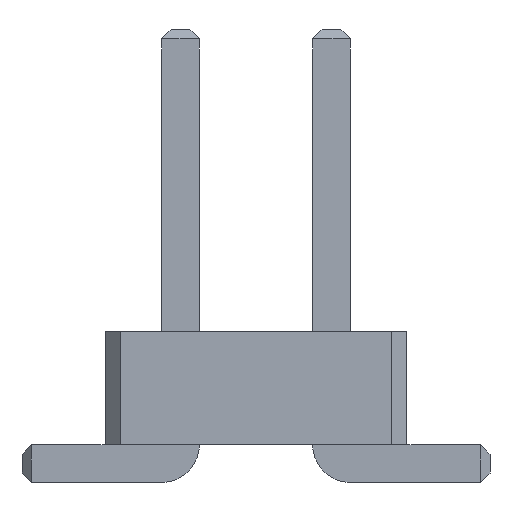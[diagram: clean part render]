
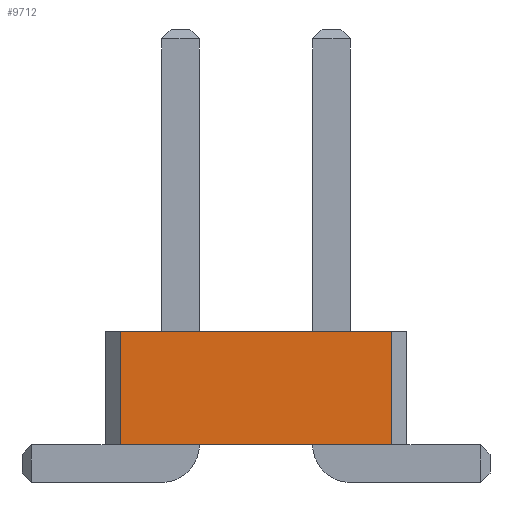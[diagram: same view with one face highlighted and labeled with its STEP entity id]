
A CAD part, front view. The second image highlights one B-rep face of the part: STEP entity #9712.
In plain terms, the highlighted planar face has unit normal (0, -1, 0).
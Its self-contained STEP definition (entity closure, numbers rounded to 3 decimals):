
#1790 = VERTEX_POINT('',#1791);
#1791 = CARTESIAN_POINT('',(1.8,-23.,0.5));
#1797 = EDGE_CURVE('',#1798,#1790,#1800,.T.);
#1798 = VERTEX_POINT('',#1799);
#1799 = CARTESIAN_POINT('',(-1.8,-23.,0.5));
#1800 = LINE('',#1801,#1802);
#1801 = CARTESIAN_POINT('',(-1.8,-23.,0.5));
#1802 = VECTOR('',#1803,1.);
#1803 = DIRECTION('',(1.,0.,0.));
#3990 = VERTEX_POINT('',#3991);
#3991 = CARTESIAN_POINT('',(1.8,-23.,2.));
#3997 = EDGE_CURVE('',#3998,#3990,#4000,.T.);
#3998 = VERTEX_POINT('',#3999);
#3999 = CARTESIAN_POINT('',(-1.8,-23.,2.));
#4000 = LINE('',#4001,#4002);
#4001 = CARTESIAN_POINT('',(-1.8,-23.,2.));
#4002 = VECTOR('',#4003,1.);
#4003 = DIRECTION('',(1.,0.,0.));
#9701 = EDGE_CURVE('',#1798,#3998,#9702,.T.);
#9702 = LINE('',#9703,#9704);
#9703 = CARTESIAN_POINT('',(-1.8,-23.,0.5));
#9704 = VECTOR('',#9705,1.);
#9705 = DIRECTION('',(0.,0.,1.));
#9712 = ADVANCED_FACE('',(#9713),#9724,.F.);
#9713 = FACE_BOUND('',#9714,.F.);
#9714 = EDGE_LOOP('',(#9715,#9716,#9717,#9723));
#9715 = ORIENTED_EDGE('',*,*,#9701,.T.);
#9716 = ORIENTED_EDGE('',*,*,#3997,.T.);
#9717 = ORIENTED_EDGE('',*,*,#9718,.F.);
#9718 = EDGE_CURVE('',#1790,#3990,#9719,.T.);
#9719 = LINE('',#9720,#9721);
#9720 = CARTESIAN_POINT('',(1.8,-23.,0.5));
#9721 = VECTOR('',#9722,1.);
#9722 = DIRECTION('',(0.,0.,1.));
#9723 = ORIENTED_EDGE('',*,*,#1797,.F.);
#9724 = PLANE('',#9725);
#9725 = AXIS2_PLACEMENT_3D('',#9726,#9727,#9728);
#9726 = CARTESIAN_POINT('',(-1.8,-23.,0.5));
#9727 = DIRECTION('',(0.,1.,0.));
#9728 = DIRECTION('',(1.,0.,0.));
